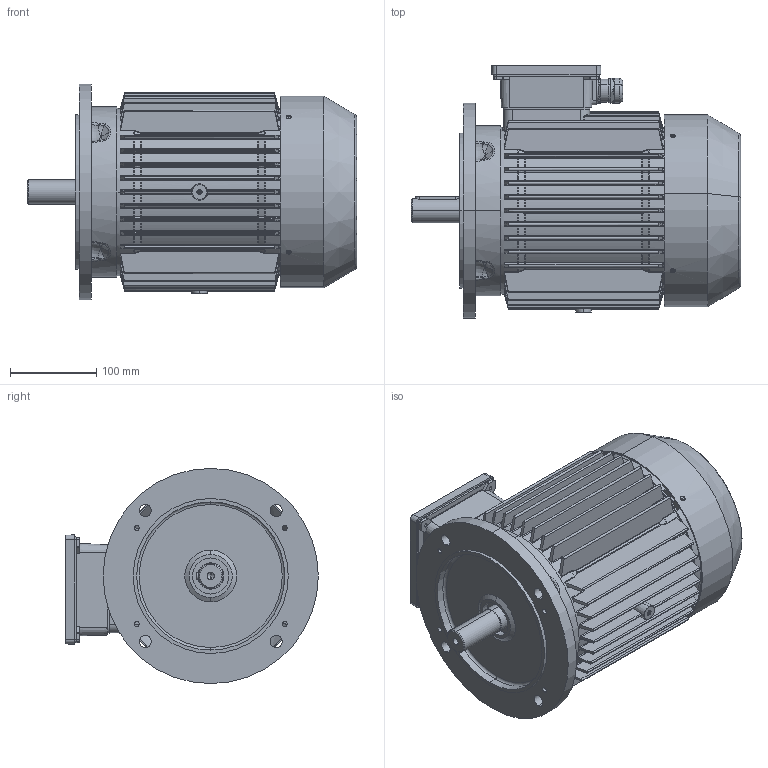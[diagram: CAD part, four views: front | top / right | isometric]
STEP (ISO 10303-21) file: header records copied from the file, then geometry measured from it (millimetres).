
FILE_DESCRIPTION (( 'STEP AP214' ), '1' );
FILE_NAME ('FCA 112M-B5-IC411-2-4-6-8 POLES.STEP', '2024-10-09T13:08:55', ( '' ), ( '' ), 'SwSTEP 2.0', 'SolidWorks 2024', '' );
FILE_SCHEMA (( 'AUTOMOTIVE_DESIGN' ));
Length unit declared in the file: millimetre
Products named in the file (14): A12723-FC112M-ALLUMINIO-B3B5 MORSETTIERA SUP; Albero 112M - Autoventilato; Guarnizione scatola-coperchio tipo 100; PRESSACAVO M25; Coperchio scatola morsetti tipo 100; Scudo C112 post_D. cuscinetto 62; parallel_din_Parallel key A8 x 7 x 50 DIN 6885; FCA 112M-B5-IC411-2-4-6-8 POLES; Tappo M25; Carcassa 112M-B5_Forma B5; Copriventola 112M h.84; Guarnizione scatola-motore tipo 100; GRUPPO COPRIMORSETTIERA 100L; Coprimorsettiera tipo 100_Passante doppio
Assembly tree (14 placements, depth 3):
  FCA 112M-B5-IC411-2-4-6-8 POLES
    Albero 112M - Autoventilato
    Scudo C112 post_D. cuscinetto 62
    parallel_din_Parallel key A8 x 7 x 50 DIN 6885
    Copriventola 112M h.84
    GRUPPO COPRIMORSETTIERA 100L
      Coprimorsettiera tipo 100_Passante doppio
      Coperchio scatola morsetti tipo 100
      Guarnizione scatola-coperchio tipo 100
      PRESSACAVO M25
      Tappo M25  x2
      Guarnizione scatola-motore tipo 100
    A12723-FC112M-ALLUMINIO-B3B5 MORSETTIERA SUP
    Carcassa 112M-B5_Forma B5
Bounding box: 382.5 x 293.5 x 250 mm (x, y, z)
Volume: 2601257.7 mm3; surface area: 1109377.3 mm2
Topology: 13 solids, 14 shells, 3025 faces, 7894 edges, 4950 vertices
Faces by surface type: plane 1050, cylinder 795, bspline 578, cone 289, torus 285, sphere 28
Entity records: 109036 total; most frequent: CARTESIAN_POINT 39734, ORIENTED_EDGE 15430, DIRECTION 12921, EDGE_CURVE 7715, VERTEX_POINT 4843, AXIS2_PLACEMENT_3D 4731, LINE 3459, VECTOR 3459
